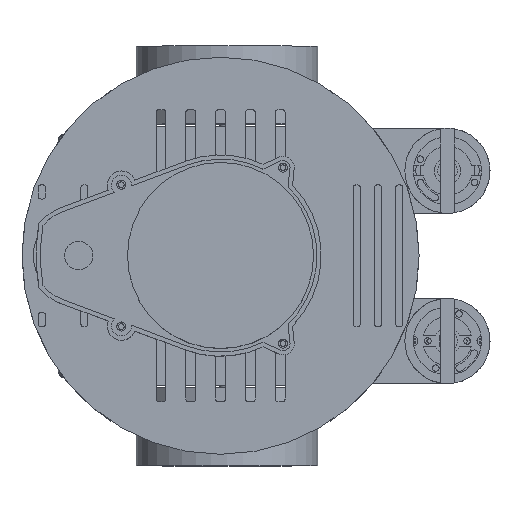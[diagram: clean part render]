
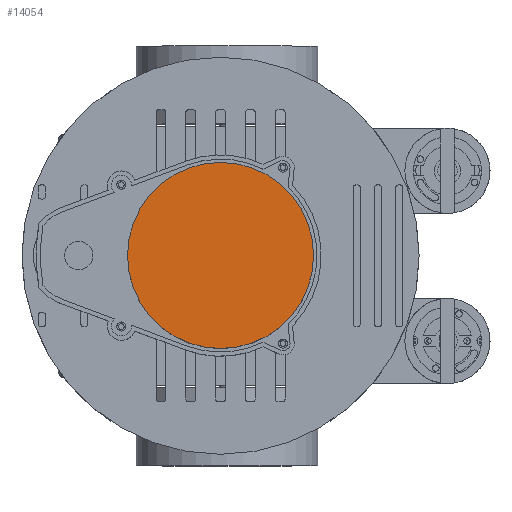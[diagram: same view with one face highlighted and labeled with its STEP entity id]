
A CAD part, top view. The second image highlights one B-rep face of the part: STEP entity #14054.
In plain terms, the highlighted planar face has unit normal (0, 0, 1).
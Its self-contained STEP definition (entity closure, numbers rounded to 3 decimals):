
#772=PLANE('',#15407);
#1355=FACE_OUTER_BOUND('',#2231,.T.);
#2231=EDGE_LOOP('',(#11077));
#5508=CIRCLE('',#15406,32.8);
#6515=VERTEX_POINT('',#22605);
#8167=EDGE_CURVE('',#6515,#6515,#5508,.T.);
#11077=ORIENTED_EDGE('',*,*,#8167,.T.);
#14054=ADVANCED_FACE('',(#1355),#772,.T.);
#15406=AXIS2_PLACEMENT_3D('',#22606,#18228,#18229);
#15407=AXIS2_PLACEMENT_3D('',#22608,#18231,#18232);
#18228=DIRECTION('center_axis',(0.,0.,1.));
#18229=DIRECTION('ref_axis',(1.,0.,0.));
#18231=DIRECTION('center_axis',(0.,0.,1.));
#18232=DIRECTION('ref_axis',(1.,0.,0.));
#22605=CARTESIAN_POINT('',(-32.8,0.,32.));
#22606=CARTESIAN_POINT('Origin',(0.,0.,32.));
#22608=CARTESIAN_POINT('Origin',(0.,0.,32.));
